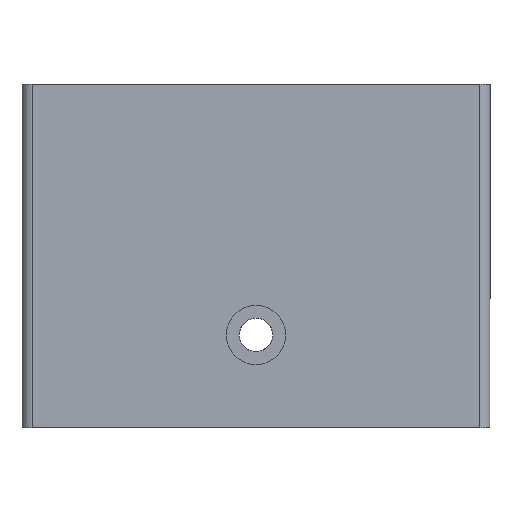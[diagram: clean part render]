
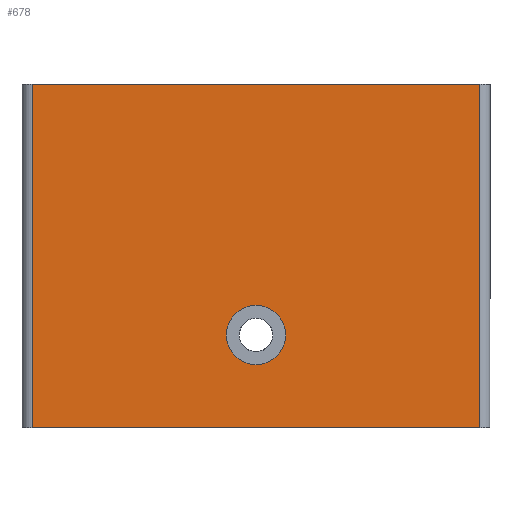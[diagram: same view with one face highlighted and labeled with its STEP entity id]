
A CAD part, front view. The second image highlights one B-rep face of the part: STEP entity #678.
In plain terms, the highlighted planar face has unit normal (0, -1, 0).
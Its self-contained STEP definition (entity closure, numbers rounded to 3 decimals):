
#17=LINE('',#964,#107);
#18=LINE('',#967,#108);
#19=LINE('',#969,#109);
#20=LINE('',#970,#110);
#107=VECTOR('',#785,10.);
#108=VECTOR('',#788,10.);
#109=VECTOR('',#789,10.);
#110=VECTOR('',#790,10.);
#201=FACE_BOUND('',#243,.T.);
#205=FACE_OUTER_BOUND('',#242,.T.);
#242=EDGE_LOOP('',(#454,#455,#456,#457));
#243=EDGE_LOOP('',(#458));
#282=CIRCLE('',#733,2.85);
#287=VERTEX_POINT('',#957);
#290=VERTEX_POINT('',#962);
#291=VERTEX_POINT('',#966);
#292=VERTEX_POINT('',#968);
#293=VERTEX_POINT('',#971);
#355=EDGE_CURVE('',#290,#287,#17,.T.);
#356=EDGE_CURVE('',#291,#290,#18,.T.);
#357=EDGE_CURVE('',#292,#291,#19,.T.);
#358=EDGE_CURVE('',#287,#292,#20,.T.);
#359=EDGE_CURVE('',#293,#293,#282,.T.);
#454=ORIENTED_EDGE('',*,*,#355,.F.);
#455=ORIENTED_EDGE('',*,*,#356,.F.);
#456=ORIENTED_EDGE('',*,*,#357,.F.);
#457=ORIENTED_EDGE('',*,*,#358,.F.);
#458=ORIENTED_EDGE('',*,*,#359,.T.);
#645=PLANE('',#732);
#678=ADVANCED_FACE('',(#205,#201),#645,.T.);
#732=AXIS2_PLACEMENT_3D('',#965,#786,#787);
#733=AXIS2_PLACEMENT_3D('',#972,#791,#792);
#785=DIRECTION('',(0.,0.,1.));
#786=DIRECTION('center_axis',(0.,-1.,0.));
#787=DIRECTION('ref_axis',(1.,0.,0.));
#788=DIRECTION('',(-1.,0.,0.));
#789=DIRECTION('',(0.,0.,-1.));
#790=DIRECTION('',(1.,0.,0.));
#791=DIRECTION('center_axis',(0.,1.,0.));
#792=DIRECTION('ref_axis',(-1.,0.,0.));
#957=CARTESIAN_POINT('',(-44.,0.076,33.076));
#962=CARTESIAN_POINT('',(-44.,0.076,0.076));
#964=CARTESIAN_POINT('',(-44.,0.076,12.476));
#965=CARTESIAN_POINT('Origin',(-45.,0.076,12.476));
#966=CARTESIAN_POINT('',(-1.,0.076,0.076));
#967=CARTESIAN_POINT('',(-45.,0.076,0.076));
#968=CARTESIAN_POINT('',(-1.,0.076,33.076));
#969=CARTESIAN_POINT('',(-1.,0.076,12.476));
#970=CARTESIAN_POINT('',(-45.,0.076,33.076));
#971=CARTESIAN_POINT('',(-19.65,0.076,8.981));
#972=CARTESIAN_POINT('Origin',(-22.5,0.076,8.981));
